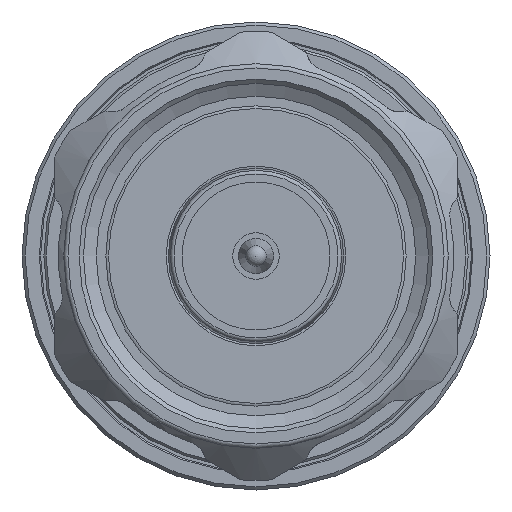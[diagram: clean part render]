
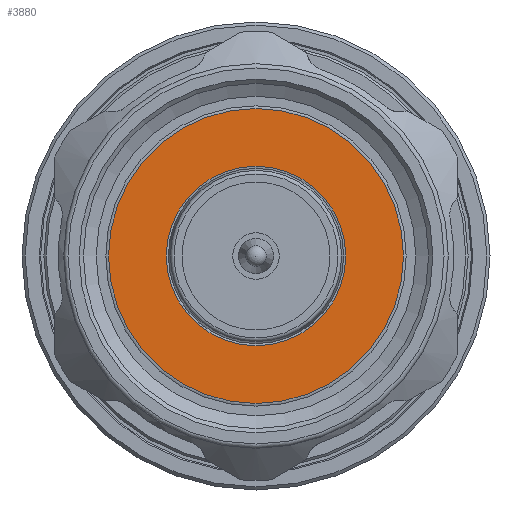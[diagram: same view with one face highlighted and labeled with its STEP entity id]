
A CAD part, front view. The second image highlights one B-rep face of the part: STEP entity #3880.
In plain terms, the highlighted planar face has unit normal (0, -1, 0).
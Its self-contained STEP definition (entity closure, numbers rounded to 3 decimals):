
#125 = VERTEX_POINT ( 'NONE', #1091 ) ;
#331 = DIRECTION ( 'NONE',  ( 0., 0., 1. ) ) ;
#525 = DIRECTION ( 'NONE',  ( 0., 1., 0. ) ) ;
#566 = CARTESIAN_POINT ( 'NONE',  ( 0., 9.88, 0. ) ) ;
#990 = ORIENTED_EDGE ( 'NONE', *, *, #3161, .T. ) ;
#1033 = EDGE_LOOP ( 'NONE', ( #3245 ) ) ;
#1073 = CARTESIAN_POINT ( 'NONE',  ( 0., 9.88, 4.2 ) ) ;
#1091 = CARTESIAN_POINT ( 'NONE',  ( 0., 9.88, 6.9 ) ) ;
#1435 = FACE_BOUND ( 'NONE', #2070, .T. ) ;
#1696 = AXIS2_PLACEMENT_3D ( 'NONE', #566, #525, #331 ) ;
#1781 = DIRECTION ( 'NONE',  ( 0., 0., 1. ) ) ;
#1793 = DIRECTION ( 'NONE',  ( 0., 1., 0. ) ) ;
#1808 = CARTESIAN_POINT ( 'NONE',  ( 0., 9.88, 0. ) ) ;
#2070 = EDGE_LOOP ( 'NONE', ( #990 ) ) ;
#3046 = EDGE_CURVE ( 'NONE', #125, #125, #4510, .T. ) ;
#3161 = EDGE_CURVE ( 'NONE', #4130, #4130, #4071, .T. ) ;
#3245 = ORIENTED_EDGE ( 'NONE', *, *, #3046, .F. ) ;
#3251 = AXIS2_PLACEMENT_3D ( 'NONE', #3657, #3636, #3599 ) ;
#3510 = FACE_OUTER_BOUND ( 'NONE', #1033, .T. ) ;
#3599 = DIRECTION ( 'NONE',  ( 0., 0., 1. ) ) ;
#3636 = DIRECTION ( 'NONE',  ( 0., 1., 0. ) ) ;
#3657 = CARTESIAN_POINT ( 'NONE',  ( 6.9, 9.88, 0. ) ) ;
#3673 = PLANE ( 'NONE',  #3251 ) ;
#3880 = ADVANCED_FACE ( 'NONE', ( #3510, #1435 ), #3673, .F. ) ;
#4071 = CIRCLE ( 'NONE', #4616, 4.2 ) ;
#4130 = VERTEX_POINT ( 'NONE', #1073 ) ;
#4510 = CIRCLE ( 'NONE', #1696, 6.9 ) ;
#4616 = AXIS2_PLACEMENT_3D ( 'NONE', #1808, #1793, #1781 ) ;
